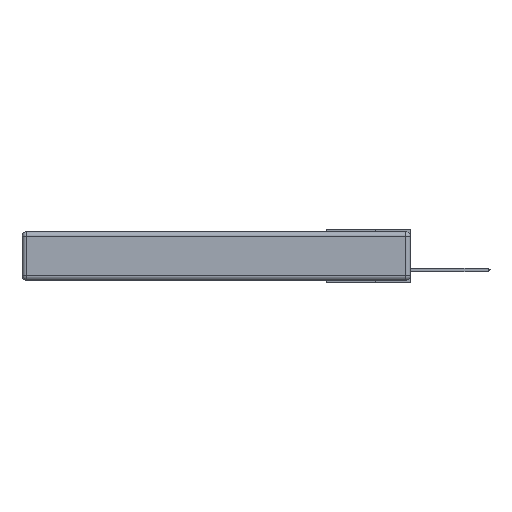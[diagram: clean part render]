
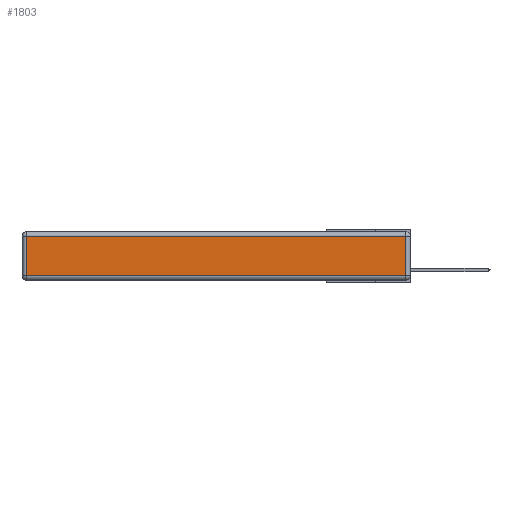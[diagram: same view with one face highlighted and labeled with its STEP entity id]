
A CAD part, left-side view. The second image highlights one B-rep face of the part: STEP entity #1803.
In plain terms, the highlighted planar face has unit normal (-1, 0, 0).
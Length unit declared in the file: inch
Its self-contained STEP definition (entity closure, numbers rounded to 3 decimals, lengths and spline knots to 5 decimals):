
#568 = VECTOR ( 'NONE', #1697, 39.37008 ) ;
#603 = VERTEX_POINT ( 'NONE', #8852 ) ;
#730 = LINE ( 'NONE', #14351, #9583 ) ;
#745 = FACE_OUTER_BOUND ( 'NONE', #6585, .T. ) ;
#1566 = EDGE_CURVE ( 'NONE', #11726, #14174, #6755, .T. ) ;
#1697 = DIRECTION ( 'NONE',  ( 0., 0., 1. ) ) ;
#1803 = ADVANCED_FACE ( 'NONE', ( #745 ), #9188, .T. ) ;
#2253 = VECTOR ( 'NONE', #5698, 39.37008 ) ;
#3344 = CARTESIAN_POINT ( 'NONE',  ( 0., 0., -0.343 ) ) ;
#3734 = ORIENTED_EDGE ( 'NONE', *, *, #10801, .T. ) ;
#3934 = DIRECTION ( 'NONE',  ( 0., 0., -1. ) ) ;
#5305 = ORIENTED_EDGE ( 'NONE', *, *, #13931, .T. ) ;
#5698 = DIRECTION ( 'NONE',  ( 0., 1., 0. ) ) ;
#6585 = EDGE_LOOP ( 'NONE', ( #5305, #11935, #12801, #3734 ) ) ;
#6755 = LINE ( 'NONE', #13195, #568 ) ;
#6923 = EDGE_CURVE ( 'NONE', #14174, #603, #7677, .T. ) ;
#7677 = LINE ( 'NONE', #13228, #2253 ) ;
#7825 = DIRECTION ( 'NONE',  ( 0., -1., 0. ) ) ;
#8563 = CARTESIAN_POINT ( 'NONE',  ( 0., 0.03, -0.03 ) ) ;
#8852 = CARTESIAN_POINT ( 'NONE',  ( 0., 2.72, -0.03 ) ) ;
#9084 = DIRECTION ( 'NONE',  ( -1., 0., 0. ) ) ;
#9188 = PLANE ( 'NONE',  #13867 ) ;
#9583 = VECTOR ( 'NONE', #3934, 39.37008 ) ;
#10339 = VERTEX_POINT ( 'NONE', #11320 ) ;
#10775 = CARTESIAN_POINT ( 'NONE',  ( 0., 0.03, -0.313 ) ) ;
#10801 = EDGE_CURVE ( 'NONE', #603, #10339, #730, .T. ) ;
#11320 = CARTESIAN_POINT ( 'NONE',  ( 0., 2.72, -0.313 ) ) ;
#11726 = VERTEX_POINT ( 'NONE', #10775 ) ;
#11935 = ORIENTED_EDGE ( 'NONE', *, *, #1566, .T. ) ;
#12471 = DIRECTION ( 'NONE',  ( 0., 0., 1. ) ) ;
#12801 = ORIENTED_EDGE ( 'NONE', *, *, #6923, .T. ) ;
#13195 = CARTESIAN_POINT ( 'NONE',  ( 0., 0.03, -0.343 ) ) ;
#13228 = CARTESIAN_POINT ( 'NONE',  ( 0., 2.75, -0.03 ) ) ;
#13867 = AXIS2_PLACEMENT_3D ( 'NONE', #3344, #9084, #12471 ) ;
#13931 = EDGE_CURVE ( 'NONE', #10339, #11726, #14154, .T. ) ;
#14154 = LINE ( 'NONE', #14743, #14306 ) ;
#14174 = VERTEX_POINT ( 'NONE', #8563 ) ;
#14306 = VECTOR ( 'NONE', #7825, 39.37008 ) ;
#14351 = CARTESIAN_POINT ( 'NONE',  ( 0., 2.72, -0.343 ) ) ;
#14743 = CARTESIAN_POINT ( 'NONE',  ( 0., 0., -0.313 ) ) ;
